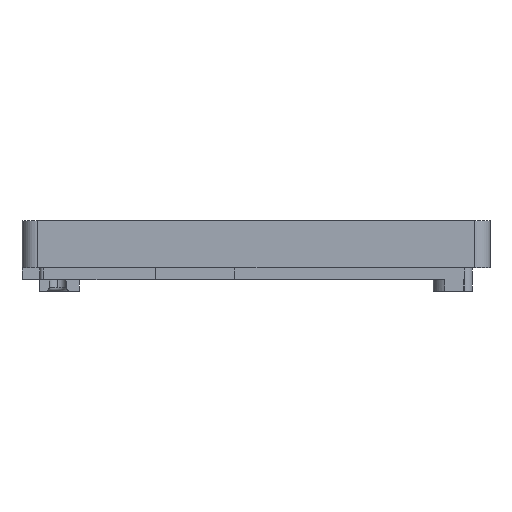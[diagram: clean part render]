
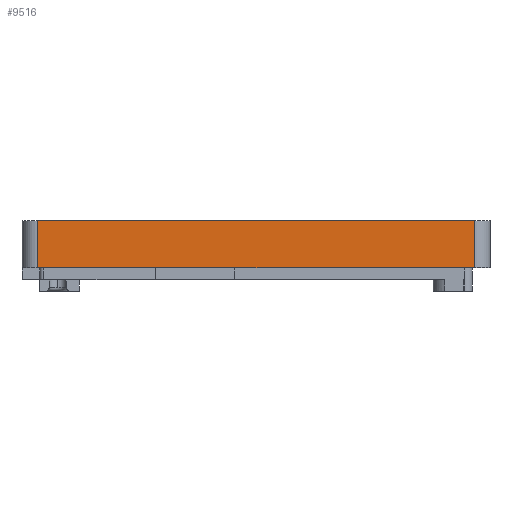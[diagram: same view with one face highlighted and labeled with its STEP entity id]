
A CAD part, left-side view. The second image highlights one B-rep face of the part: STEP entity #9516.
In plain terms, the highlighted planar face has unit normal (-1, 0, 0).
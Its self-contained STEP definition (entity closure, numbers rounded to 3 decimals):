
#788 = ORIENTED_EDGE ( 'NONE', *, *, #6284, .T. ) ;
#1009 = VERTEX_POINT ( 'NONE', #10530 ) ;
#1130 = DIRECTION ( 'NONE',  ( 1., 0., 0. ) ) ;
#1200 = PLANE ( 'NONE',  #4242 ) ;
#1248 = LINE ( 'NONE', #7073, #10678 ) ;
#1737 = CARTESIAN_POINT ( 'NONE',  ( -29.35, 29.75, 1.5 ) ) ;
#1971 = CARTESIAN_POINT ( 'NONE',  ( -29.35, -27.75, 1.5 ) ) ;
#2090 = CARTESIAN_POINT ( 'NONE',  ( -29.35, -27.75, 7.5 ) ) ;
#2404 = EDGE_CURVE ( 'NONE', #7314, #1009, #6223, .T. ) ;
#2721 = VERTEX_POINT ( 'NONE', #1971 ) ;
#2871 = FACE_OUTER_BOUND ( 'NONE', #4092, .T. ) ;
#4059 = DIRECTION ( 'NONE',  ( 0., 0., -1. ) ) ;
#4092 = EDGE_LOOP ( 'NONE', ( #788, #9705, #6151, #11936 ) ) ;
#4242 = AXIS2_PLACEMENT_3D ( 'NONE', #2090, #1130, #4059 ) ;
#4726 = DIRECTION ( 'NONE',  ( 0., -1., 0. ) ) ;
#5239 = EDGE_CURVE ( 'NONE', #1009, #2721, #7678, .T. ) ;
#5259 = CARTESIAN_POINT ( 'NONE',  ( -29.35, -27.75, 7.5 ) ) ;
#5305 = VECTOR ( 'NONE', #6354, 1000. ) ;
#6151 = ORIENTED_EDGE ( 'NONE', *, *, #2404, .F. ) ;
#6223 = LINE ( 'NONE', #5259, #5305 ) ;
#6284 = EDGE_CURVE ( 'NONE', #7361, #2721, #10744, .T. ) ;
#6354 = DIRECTION ( 'NONE',  ( 0., -1., 0. ) ) ;
#6554 = VECTOR ( 'NONE', #10728, 1000. ) ;
#6852 = EDGE_CURVE ( 'NONE', #7314, #7361, #1248, .T. ) ;
#7073 = CARTESIAN_POINT ( 'NONE',  ( -29.35, 27.75, 7.5 ) ) ;
#7314 = VERTEX_POINT ( 'NONE', #8406 ) ;
#7361 = VERTEX_POINT ( 'NONE', #8854 ) ;
#7678 = LINE ( 'NONE', #10594, #6554 ) ;
#7777 = VECTOR ( 'NONE', #4726, 1000. ) ;
#8406 = CARTESIAN_POINT ( 'NONE',  ( -29.35, 27.75, 7.5 ) ) ;
#8854 = CARTESIAN_POINT ( 'NONE',  ( -29.35, 27.75, 1.5 ) ) ;
#9516 = ADVANCED_FACE ( 'NONE', ( #2871 ), #1200, .F. ) ;
#9705 = ORIENTED_EDGE ( 'NONE', *, *, #5239, .F. ) ;
#10530 = CARTESIAN_POINT ( 'NONE',  ( -29.35, -27.75, 7.5 ) ) ;
#10594 = CARTESIAN_POINT ( 'NONE',  ( -29.35, -27.75, 7.5 ) ) ;
#10678 = VECTOR ( 'NONE', #12276, 1000. ) ;
#10728 = DIRECTION ( 'NONE',  ( 0., 0., -1. ) ) ;
#10744 = LINE ( 'NONE', #1737, #7777 ) ;
#11936 = ORIENTED_EDGE ( 'NONE', *, *, #6852, .T. ) ;
#12276 = DIRECTION ( 'NONE',  ( 0., 0., -1. ) ) ;
